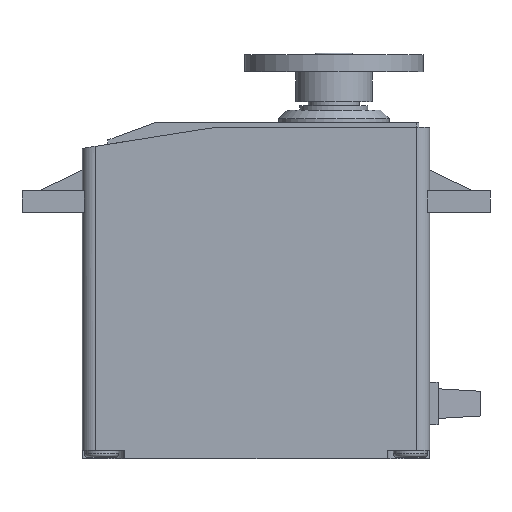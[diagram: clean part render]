
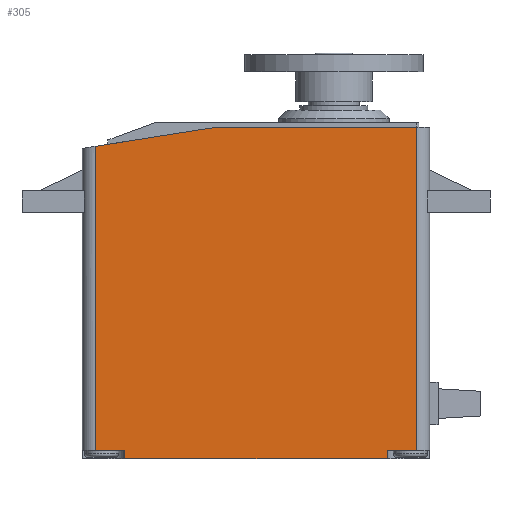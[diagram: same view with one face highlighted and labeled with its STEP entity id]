
A CAD part, front view. The second image highlights one B-rep face of the part: STEP entity #305.
In plain terms, the highlighted planar face has unit normal (0, -1, 0).
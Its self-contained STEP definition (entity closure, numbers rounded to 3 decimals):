
#305=ADVANCED_FACE('',(#683),#523,.F.);
#523=PLANE('',#4087);
#683=FACE_OUTER_BOUND('',#858,.T.);
#858=EDGE_LOOP('',(#1348,#1349,#1350,#1351,#1352,#1353,#1354,#1355,#1356));
#1348=ORIENTED_EDGE('',*,*,#2785,.F.);
#1349=ORIENTED_EDGE('',*,*,#2786,.T.);
#1350=ORIENTED_EDGE('',*,*,#2728,.T.);
#1351=ORIENTED_EDGE('',*,*,#2787,.F.);
#1352=ORIENTED_EDGE('',*,*,#2788,.F.);
#1353=ORIENTED_EDGE('',*,*,#2778,.T.);
#1354=ORIENTED_EDGE('',*,*,#2789,.F.);
#1355=ORIENTED_EDGE('',*,*,#2790,.T.);
#1356=ORIENTED_EDGE('',*,*,#2772,.T.);
#2352=VERTEX_POINT('',#5545);
#2353=VERTEX_POINT('',#5547);
#2388=VERTEX_POINT('',#5631);
#2389=VERTEX_POINT('',#5633);
#2394=VERTEX_POINT('',#5645);
#2395=VERTEX_POINT('',#5646);
#2400=VERTEX_POINT('',#5659);
#2401=VERTEX_POINT('',#5662);
#2402=VERTEX_POINT('',#5665);
#2728=EDGE_CURVE('',#2353,#2352,#3261,.T.);
#2772=EDGE_CURVE('',#2389,#2388,#3294,.T.);
#2778=EDGE_CURVE('',#2394,#2395,#3297,.T.);
#2785=EDGE_CURVE('',#2400,#2388,#3300,.T.);
#2786=EDGE_CURVE('',#2400,#2353,#3301,.T.);
#2787=EDGE_CURVE('',#2401,#2352,#3302,.T.);
#2788=EDGE_CURVE('',#2394,#2401,#3303,.T.);
#2789=EDGE_CURVE('',#2402,#2395,#3304,.T.);
#2790=EDGE_CURVE('',#2402,#2389,#3305,.T.);
#3261=LINE('',#5546,#3662);
#3294=LINE('',#5632,#3695);
#3297=LINE('',#5644,#3698);
#3300=LINE('',#5658,#3701);
#3301=LINE('',#5660,#3702);
#3302=LINE('',#5661,#3703);
#3303=LINE('',#5663,#3704);
#3304=LINE('',#5664,#3705);
#3305=LINE('',#5666,#3706);
#3662=VECTOR('',#4426,1.);
#3695=VECTOR('',#4493,1.);
#3698=VECTOR('',#4504,1.);
#3701=VECTOR('',#4517,1.);
#3702=VECTOR('',#4518,1.);
#3703=VECTOR('',#4519,1.);
#3704=VECTOR('',#4520,1.);
#3705=VECTOR('',#4521,1.);
#3706=VECTOR('',#4522,1.);
#4087=AXIS2_PLACEMENT_3D('',#5667,#4523,#4524);
#4426=DIRECTION('',(1.,0.,0.));
#4493=DIRECTION('',(0.,0.,-1.));
#4504=DIRECTION('',(0.,0.,1.));
#4517=DIRECTION('',(-1.,0.,0.));
#4518=DIRECTION('',(0.,0.,-1.));
#4519=DIRECTION('',(0.,0.,-1.));
#4520=DIRECTION('',(-1.,0.,0.));
#4521=DIRECTION('',(1.,0.,0.));
#4522=DIRECTION('',(-0.988,0.,-0.156));
#4523=DIRECTION('',(0.,1.,0.));
#4524=DIRECTION('',(0.,0.,1.));
#5545=CARTESIAN_POINT('',(35.8,0.,0.));
#5546=CARTESIAN_POINT('',(0.,0.,0.));
#5547=CARTESIAN_POINT('',(5.,0.,0.));
#5631=CARTESIAN_POINT('',(1.5,0.,1.));
#5632=CARTESIAN_POINT('',(1.5,0.,39.5));
#5633=CARTESIAN_POINT('',(1.5,0.,36.737));
#5644=CARTESIAN_POINT('',(39.3,0.,39.5));
#5645=CARTESIAN_POINT('',(39.3,0.,1.));
#5646=CARTESIAN_POINT('',(39.3,0.,39.));
#5658=CARTESIAN_POINT('',(5.,0.,1.));
#5659=CARTESIAN_POINT('',(5.,0.,1.));
#5660=CARTESIAN_POINT('',(5.,0.,1.));
#5661=CARTESIAN_POINT('',(35.8,0.,1.));
#5662=CARTESIAN_POINT('',(35.8,0.,1.));
#5663=CARTESIAN_POINT('',(40.8,0.,1.));
#5664=CARTESIAN_POINT('',(1.5,0.,39.));
#5665=CARTESIAN_POINT('',(15.833,0.,39.));
#5666=CARTESIAN_POINT('',(19.,0.,39.5));
#5667=CARTESIAN_POINT('',(0.,0.,39.5));
